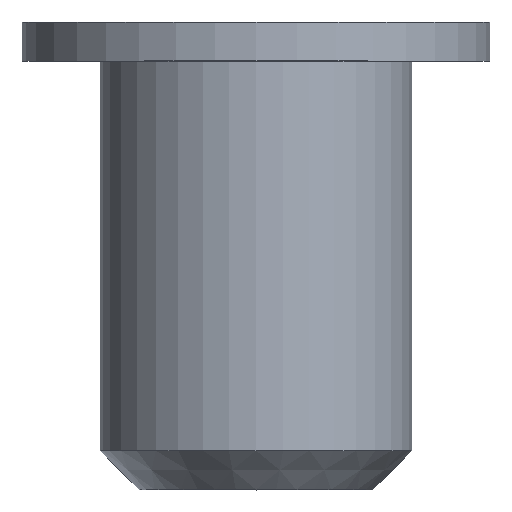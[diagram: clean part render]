
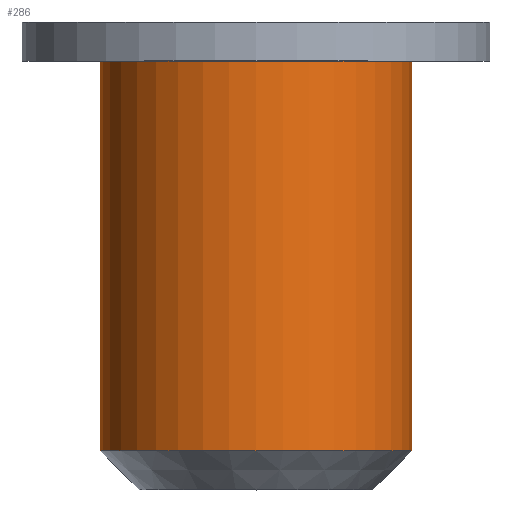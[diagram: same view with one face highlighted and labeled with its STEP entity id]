
A CAD part, top view. The second image highlights one B-rep face of the part: STEP entity #286.
In plain terms, the highlighted cylindrical face has radius 20 mm (diameter 40 mm), a full revolution.
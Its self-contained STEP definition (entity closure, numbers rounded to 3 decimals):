
#87=FACE_OUTER_BOUND('',#102,.T.);
#102=EDGE_LOOP('',(#226,#227,#228,#229,#230));
#126=LINE('',#504,#136);
#136=VECTOR('',#395,20.);
#146=CIRCLE('',#324,20.);
#148=CIRCLE('',#326,20.);
#149=CIRCLE('',#329,20.);
#167=VERTEX_POINT('',#493);
#168=VERTEX_POINT('',#494);
#170=VERTEX_POINT('',#502);
#188=EDGE_CURVE('',#167,#168,#146,.T.);
#191=EDGE_CURVE('',#168,#167,#148,.T.);
#192=EDGE_CURVE('',#170,#170,#149,.T.);
#193=EDGE_CURVE('',#170,#167,#126,.T.);
#226=ORIENTED_EDGE('',*,*,#192,.F.);
#227=ORIENTED_EDGE('',*,*,#193,.T.);
#228=ORIENTED_EDGE('',*,*,#191,.F.);
#229=ORIENTED_EDGE('',*,*,#188,.F.);
#230=ORIENTED_EDGE('',*,*,#193,.F.);
#276=CYLINDRICAL_SURFACE('',#328,20.);
#286=ADVANCED_FACE('',(#87),#276,.T.);
#324=AXIS2_PLACEMENT_3D('',#495,#382,#383);
#326=AXIS2_PLACEMENT_3D('',#499,#387,#388);
#328=AXIS2_PLACEMENT_3D('',#501,#391,#392);
#329=AXIS2_PLACEMENT_3D('',#503,#393,#394);
#382=DIRECTION('center_axis',(0.,-1.,0.));
#383=DIRECTION('ref_axis',(1.,0.,0.));
#387=DIRECTION('center_axis',(0.,-1.,0.));
#388=DIRECTION('ref_axis',(1.,0.,0.));
#391=DIRECTION('center_axis',(0.,1.,0.));
#392=DIRECTION('ref_axis',(-1.,0.,0.));
#393=DIRECTION('center_axis',(0.,1.,0.));
#394=DIRECTION('ref_axis',(1.,0.,0.));
#395=DIRECTION('',(0.,-1.,0.));
#493=CARTESIAN_POINT('',(20.,-50.,0.));
#494=CARTESIAN_POINT('',(-20.,-50.,0.));
#495=CARTESIAN_POINT('Origin',(0.,-50.,0.));
#499=CARTESIAN_POINT('Origin',(0.,-50.,0.));
#501=CARTESIAN_POINT('Origin',(0.,-27.5,0.));
#502=CARTESIAN_POINT('',(20.,0.,0.));
#503=CARTESIAN_POINT('Origin',(0.,0.,0.));
#504=CARTESIAN_POINT('',(20.,-27.5,0.));
